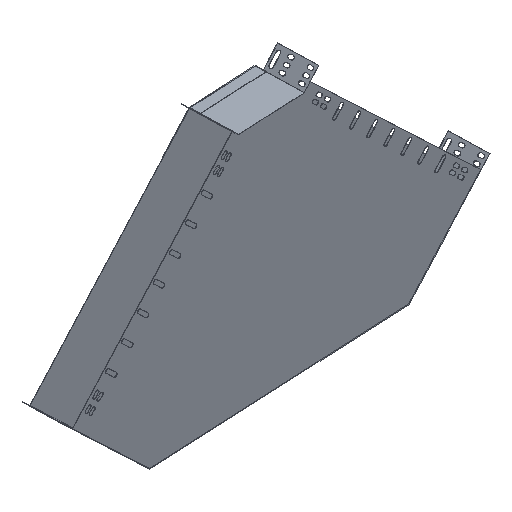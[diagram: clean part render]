
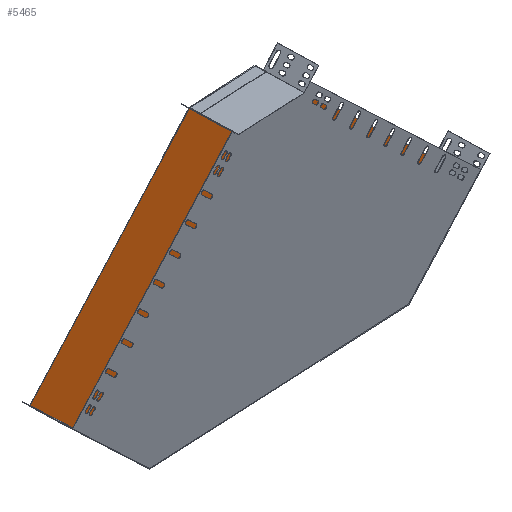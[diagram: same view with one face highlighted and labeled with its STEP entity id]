
A CAD part, isometric view. The second image highlights one B-rep face of the part: STEP entity #5465.
In plain terms, the highlighted planar face has unit normal (0.022, -1, 0.006).
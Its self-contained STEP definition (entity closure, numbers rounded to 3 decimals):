
#6 = EDGE_CURVE ( 'NONE', #6554, #5367, #8207, .T. ) ;
#7 = VECTOR ( 'NONE', #5100, 1000. ) ;
#73 = EDGE_CURVE ( 'NONE', #2885, #4371, #1520, .T. ) ;
#108 = CARTESIAN_POINT ( 'NONE',  ( 248.277, 113.525, 83.923 ) ) ;
#193 = CARTESIAN_POINT ( 'NONE',  ( 248.29, 113.522, 83.423 ) ) ;
#246 = VERTEX_POINT ( 'NONE', #3944 ) ;
#412 = CARTESIAN_POINT ( 'NONE',  ( -114.677, 107.816, 428.286 ) ) ;
#511 = LINE ( 'NONE', #1708, #2282 ) ;
#648 = ORIENTED_EDGE ( 'NONE', *, *, #6, .T. ) ;
#869 = CARTESIAN_POINT ( 'NONE',  ( 105.909, 109.462, -66.925 ) ) ;
#1345 = CARTESIAN_POINT ( 'NONE',  ( 105.909, 109.462, -66.925 ) ) ;
#1520 = LINE ( 'NONE', #5998, #9256 ) ;
#1594 = VERTEX_POINT ( 'NONE', #3328 ) ;
#1609 = ORIENTED_EDGE ( 'NONE', *, *, #5275, .F. ) ;
#1708 = CARTESIAN_POINT ( 'NONE',  ( -599.724, 94.907, 60.493 ) ) ;
#1767 = VECTOR ( 'NONE', #8033, 1000. ) ;
#1780 = EDGE_CURVE ( 'NONE', #5367, #9467, #2016, .T. ) ;
#1829 = EDGE_CURVE ( 'NONE', #3721, #2636, #3281, .T. ) ;
#2016 = LINE ( 'NONE', #2061, #1767 ) ;
#2061 = CARTESIAN_POINT ( 'NONE',  ( -256.013, 104.714, 424.464 ) ) ;
#2188 = CARTESIAN_POINT ( 'NONE',  ( -599.724, 94.907, 60.493 ) ) ;
#2261 = VECTOR ( 'NONE', #2923, 1000. ) ;
#2282 = VECTOR ( 'NONE', #2480, 1000. ) ;
#2323 = AXIS2_PLACEMENT_3D ( 'NONE', #8578, #7868, #3376 ) ;
#2480 = DIRECTION ( 'NONE',  ( -0.027, 0.006, 1. ) ) ;
#2636 = VERTEX_POINT ( 'NONE', #869 ) ;
#2724 = LINE ( 'NONE', #7376, #6501 ) ;
#2885 = VERTEX_POINT ( 'NONE', #3444 ) ;
#2923 = DIRECTION ( 'NONE',  ( 0.726, 0.011, -0.688 ) ) ;
#3155 = CARTESIAN_POINT ( 'NONE',  ( 248.29, 113.522, 83.423 ) ) ;
#3281 = LINE ( 'NONE', #1345, #7 ) ;
#3315 = EDGE_LOOP ( 'NONE', ( #5870, #1609, #8094, #6893, #4448, #8556, #7818, #6042, #648, #4921 ) ) ;
#3328 = CARTESIAN_POINT ( 'NONE',  ( -599.724, 94.907, 60.493 ) ) ;
#3376 = DIRECTION ( 'NONE',  ( 0.027, -0.006, -1. ) ) ;
#3444 = CARTESIAN_POINT ( 'NONE',  ( -114.664, 107.814, 427.786 ) ) ;
#3464 = CARTESIAN_POINT ( 'NONE',  ( -114.677, 107.816, 428.286 ) ) ;
#3721 = VERTEX_POINT ( 'NONE', #7385 ) ;
#3944 = CARTESIAN_POINT ( 'NONE',  ( -599.737, 94.909, 60.993 ) ) ;
#3981 = EDGE_CURVE ( 'NONE', #9476, #2636, #9269, .T. ) ;
#4106 = EDGE_CURVE ( 'NONE', #246, #9467, #6594, .T. ) ;
#4244 = DIRECTION ( 'NONE',  ( 0.027, -0.006, -1. ) ) ;
#4371 = VERTEX_POINT ( 'NONE', #108 ) ;
#4397 = FACE_OUTER_BOUND ( 'NONE', #3315, .T. ) ;
#4406 = DIRECTION ( 'NONE',  ( 0.027, -0.006, -1. ) ) ;
#4448 = ORIENTED_EDGE ( 'NONE', *, *, #3981, .F. ) ;
#4453 = DIRECTION ( 'NONE',  ( -0.999, -0.022, -0.027 ) ) ;
#4921 = ORIENTED_EDGE ( 'NONE', *, *, #1780, .T. ) ;
#5100 = DIRECTION ( 'NONE',  ( 0.999, 0.022, 0.027 ) ) ;
#5275 = EDGE_CURVE ( 'NONE', #1594, #246, #511, .T. ) ;
#5367 = VERTEX_POINT ( 'NONE', #7088 ) ;
#5465 = ADVANCED_FACE ( 'NONE', ( #4397 ), #6343, .T. ) ;
#5803 = DIRECTION ( 'NONE',  ( 0.687, 0.02, 0.726 ) ) ;
#5870 = ORIENTED_EDGE ( 'NONE', *, *, #4106, .F. ) ;
#5998 = CARTESIAN_POINT ( 'NONE',  ( -114.664, 107.814, 427.786 ) ) ;
#6028 = DIRECTION ( 'NONE',  ( 0.726, 0.011, -0.688 ) ) ;
#6042 = ORIENTED_EDGE ( 'NONE', *, *, #9593, .F. ) ;
#6115 = VECTOR ( 'NONE', #5803, 1000. ) ;
#6119 = EDGE_CURVE ( 'NONE', #4371, #9476, #2724, .T. ) ;
#6231 = VECTOR ( 'NONE', #4453, 1000. ) ;
#6248 = LINE ( 'NONE', #2188, #2261 ) ;
#6343 = PLANE ( 'NONE',  #2323 ) ;
#6501 = VECTOR ( 'NONE', #4406, 1000. ) ;
#6554 = VERTEX_POINT ( 'NONE', #412 ) ;
#6564 = CARTESIAN_POINT ( 'NONE',  ( -255.999, 104.711, 423.964 ) ) ;
#6594 = LINE ( 'NONE', #6564, #6115 ) ;
#6893 = ORIENTED_EDGE ( 'NONE', *, *, #1829, .T. ) ;
#7088 = CARTESIAN_POINT ( 'NONE',  ( -256.013, 104.714, 424.464 ) ) ;
#7376 = CARTESIAN_POINT ( 'NONE',  ( 248.277, 113.525, 83.923 ) ) ;
#7385 = CARTESIAN_POINT ( 'NONE',  ( -449.389, 97.272, -81.94 ) ) ;
#7520 = LINE ( 'NONE', #3464, #7978 ) ;
#7665 = DIRECTION ( 'NONE',  ( -0.687, -0.02, -0.726 ) ) ;
#7818 = ORIENTED_EDGE ( 'NONE', *, *, #73, .F. ) ;
#7868 = DIRECTION ( 'NONE',  ( 0.022, -1., 0.006 ) ) ;
#7978 = VECTOR ( 'NONE', #4244, 1000. ) ;
#8033 = DIRECTION ( 'NONE',  ( 0.027, -0.006, -1. ) ) ;
#8094 = ORIENTED_EDGE ( 'NONE', *, *, #8399, .T. ) ;
#8207 = LINE ( 'NONE', #9659, #6231 ) ;
#8399 = EDGE_CURVE ( 'NONE', #1594, #3721, #6248, .T. ) ;
#8556 = ORIENTED_EDGE ( 'NONE', *, *, #6119, .F. ) ;
#8578 = CARTESIAN_POINT ( 'NONE',  ( 248.277, 113.525, 83.923 ) ) ;
#9119 = CARTESIAN_POINT ( 'NONE',  ( -255.999, 104.711, 423.964 ) ) ;
#9256 = VECTOR ( 'NONE', #6028, 1000. ) ;
#9269 = LINE ( 'NONE', #193, #9500 ) ;
#9467 = VERTEX_POINT ( 'NONE', #9119 ) ;
#9476 = VERTEX_POINT ( 'NONE', #3155 ) ;
#9500 = VECTOR ( 'NONE', #7665, 1000. ) ;
#9593 = EDGE_CURVE ( 'NONE', #6554, #2885, #7520, .T. ) ;
#9659 = CARTESIAN_POINT ( 'NONE',  ( -256.013, 104.714, 424.464 ) ) ;
